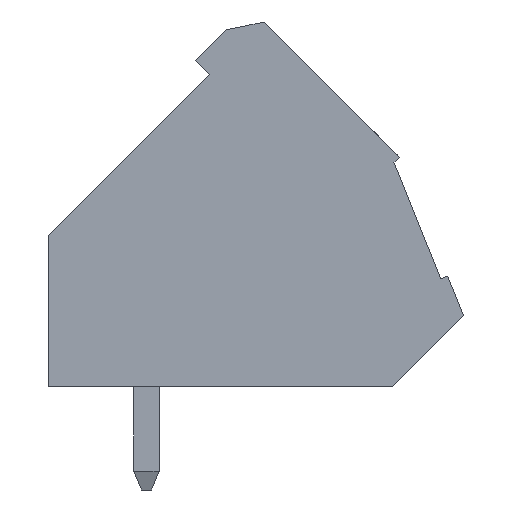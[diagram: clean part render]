
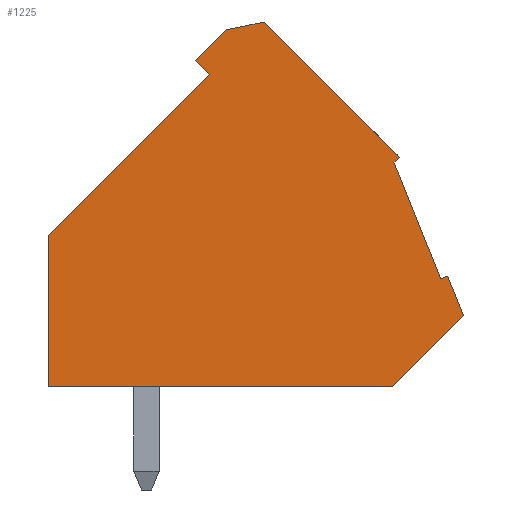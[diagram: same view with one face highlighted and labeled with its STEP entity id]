
A CAD part, left-side view. The second image highlights one B-rep face of the part: STEP entity #1225.
In plain terms, the highlighted planar face has unit normal (-1, 0, 0).
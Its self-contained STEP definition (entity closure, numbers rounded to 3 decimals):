
#1225 = ADVANCED_FACE( '', ( #2409 ), #2410, .F. );
#2409 = FACE_OUTER_BOUND( '', #3557, .T. );
#2410 = PLANE( '', #3558 );
#3557 = EDGE_LOOP( '', ( #7086, #7087, #7088, #7089, #7090, #7091, #7092, #7093, #7094, #7095, #7096, #7097 ) );
#3558 = AXIS2_PLACEMENT_3D( '', #7098, #7099, #7100 );
#7086 = ORIENTED_EDGE( '', *, *, #7492, .F. );
#7087 = ORIENTED_EDGE( '', *, *, #8217, .F. );
#7088 = ORIENTED_EDGE( '', *, *, #7165, .F. );
#7089 = ORIENTED_EDGE( '', *, *, #7693, .F. );
#7090 = ORIENTED_EDGE( '', *, *, #7695, .F. );
#7091 = ORIENTED_EDGE( '', *, *, #8107, .F. );
#7092 = ORIENTED_EDGE( '', *, *, #8467, .F. );
#7093 = ORIENTED_EDGE( '', *, *, #7909, .F. );
#7094 = ORIENTED_EDGE( '', *, *, #8077, .F. );
#7095 = ORIENTED_EDGE( '', *, *, #8300, .F. );
#7096 = ORIENTED_EDGE( '', *, *, #8313, .F. );
#7097 = ORIENTED_EDGE( '', *, *, #7924, .F. );
#7098 = CARTESIAN_POINT( '', ( -21.02, 0., 0. ) );
#7099 = DIRECTION( '', ( 1., 0., 0. ) );
#7100 = DIRECTION( '', ( 0., 0., -1. ) );
#7165 = EDGE_CURVE( '', #8591, #8592, #8593, .T. );
#7492 = EDGE_CURVE( '', #9179, #9181, #9182, .T. );
#7693 = EDGE_CURVE( '', #9510, #8591, #9512, .T. );
#7695 = EDGE_CURVE( '', #9514, #9510, #9515, .T. );
#7909 = EDGE_CURVE( '', #9839, #9840, #9841, .T. );
#7924 = EDGE_CURVE( '', #9181, #9860, #9861, .T. );
#8077 = EDGE_CURVE( '', #10081, #9839, #10082, .T. );
#8107 = EDGE_CURVE( '', #10122, #9514, #10123, .T. );
#8217 = EDGE_CURVE( '', #8592, #9179, #10262, .T. );
#8300 = EDGE_CURVE( '', #10372, #10081, #10373, .T. );
#8313 = EDGE_CURVE( '', #9860, #10372, #10389, .T. );
#8467 = EDGE_CURVE( '', #9840, #10122, #10568, .T. );
#8591 = VERTEX_POINT( '', #10703 );
#8592 = VERTEX_POINT( '', #10704 );
#8593 = LINE( '', #10705, #10706 );
#9179 = VERTEX_POINT( '', #11554 );
#9181 = VERTEX_POINT( '', #11557 );
#9182 = LINE( '', #11558, #11559 );
#9510 = VERTEX_POINT( '', #12059 );
#9512 = LINE( '', #12062, #12063 );
#9514 = VERTEX_POINT( '', #12065 );
#9515 = LINE( '', #12066, #12067 );
#9839 = VERTEX_POINT( '', #12557 );
#9840 = VERTEX_POINT( '', #12558 );
#9841 = LINE( '', #12559, #12560 );
#9860 = VERTEX_POINT( '', #12592 );
#9861 = LINE( '', #12593, #12594 );
#10081 = VERTEX_POINT( '', #12943 );
#10082 = LINE( '', #12944, #12945 );
#10122 = VERTEX_POINT( '', #13006 );
#10123 = LINE( '', #13007, #13008 );
#10262 = LINE( '', #13215, #13216 );
#10372 = VERTEX_POINT( '', #13376 );
#10373 = LINE( '', #13377, #13378 );
#10389 = LINE( '', #13405, #13406 );
#10568 = LINE( '', #13670, #13671 );
#10703 = CARTESIAN_POINT( '', ( -21.02, -8.752, 1.294 ) );
#10704 = CARTESIAN_POINT( '', ( -21.02, -9.031, 1.406 ) );
#10705 = CARTESIAN_POINT( '', ( -21.02, -8.752, 1.294 ) );
#10706 = VECTOR( '', #13820, 1000. );
#11554 = CARTESIAN_POINT( '', ( -21.02, -9.664, -0.172 ) );
#11557 = CARTESIAN_POINT( '', ( -21.02, -6.836, -3. ) );
#11558 = CARTESIAN_POINT( '', ( -21.02, -9.664, -0.172 ) );
#11559 = VECTOR( '', #14171, 1000. );
#12059 = CARTESIAN_POINT( '', ( -21.02, -6.897, 5.914 ) );
#12062 = CARTESIAN_POINT( '', ( -21.02, -6.897, 5.914 ) );
#12063 = VECTOR( '', #14369, 1000. );
#12065 = CARTESIAN_POINT( '', ( -21.02, -7.109, 6.126 ) );
#12066 = CARTESIAN_POINT( '', ( -21.02, -7.109, 6.126 ) );
#12067 = VECTOR( '', #14370, 1000. );
#12557 = CARTESIAN_POINT( '', ( -21.02, 0.987, 9.98 ) );
#12558 = CARTESIAN_POINT( '', ( -21.02, -0.215, 11.182 ) );
#12559 = CARTESIAN_POINT( '', ( -21.02, 0.987, 9.98 ) );
#12560 = VECTOR( '', #14567, 1000. );
#12592 = CARTESIAN_POINT( '', ( -21.02, 6.836, -3. ) );
#12593 = CARTESIAN_POINT( '', ( -21.02, -6.836, -3. ) );
#12594 = VECTOR( '', #14581, 1000. );
#12943 = CARTESIAN_POINT( '', ( -21.02, 0.422, 9.414 ) );
#12944 = CARTESIAN_POINT( '', ( -21.02, 0.422, 9.414 ) );
#12945 = VECTOR( '', #14717, 1000. );
#13006 = CARTESIAN_POINT( '', ( -21.02, -1.735, 11.5 ) );
#13007 = CARTESIAN_POINT( '', ( -21.02, -1.735, 11.5 ) );
#13008 = VECTOR( '', #14739, 1000. );
#13215 = CARTESIAN_POINT( '', ( -21.02, -9.031, 1.406 ) );
#13216 = VECTOR( '', #14835, 1000. );
#13376 = CARTESIAN_POINT( '', ( -21.02, 6.836, 3. ) );
#13377 = CARTESIAN_POINT( '', ( -21.02, 6.836, 3. ) );
#13378 = VECTOR( '', #14910, 1000. );
#13405 = CARTESIAN_POINT( '', ( -21.02, 6.836, -3. ) );
#13406 = VECTOR( '', #14922, 1000. );
#13670 = CARTESIAN_POINT( '', ( -21.02, -0.215, 11.182 ) );
#13671 = VECTOR( '', #15020, 1000. );
#13820 = DIRECTION( '', ( 0., -0.928, 0.373 ) );
#14171 = DIRECTION( '', ( 0., 0.707, -0.707 ) );
#14369 = DIRECTION( '', ( 0., -0.373, -0.928 ) );
#14370 = DIRECTION( '', ( 0., 0.707, -0.707 ) );
#14567 = DIRECTION( '', ( 0., -0.707, 0.707 ) );
#14581 = DIRECTION( '', ( 0., 1., 0. ) );
#14717 = DIRECTION( '', ( 0., 0.707, 0.707 ) );
#14739 = DIRECTION( '', ( 0., -0.707, -0.707 ) );
#14835 = DIRECTION( '', ( 0., -0.373, -0.928 ) );
#14910 = DIRECTION( '', ( 0., -0.707, 0.707 ) );
#14922 = DIRECTION( '', ( 0., 0., 1. ) );
#15020 = DIRECTION( '', ( 0., -0.979, 0.205 ) );
